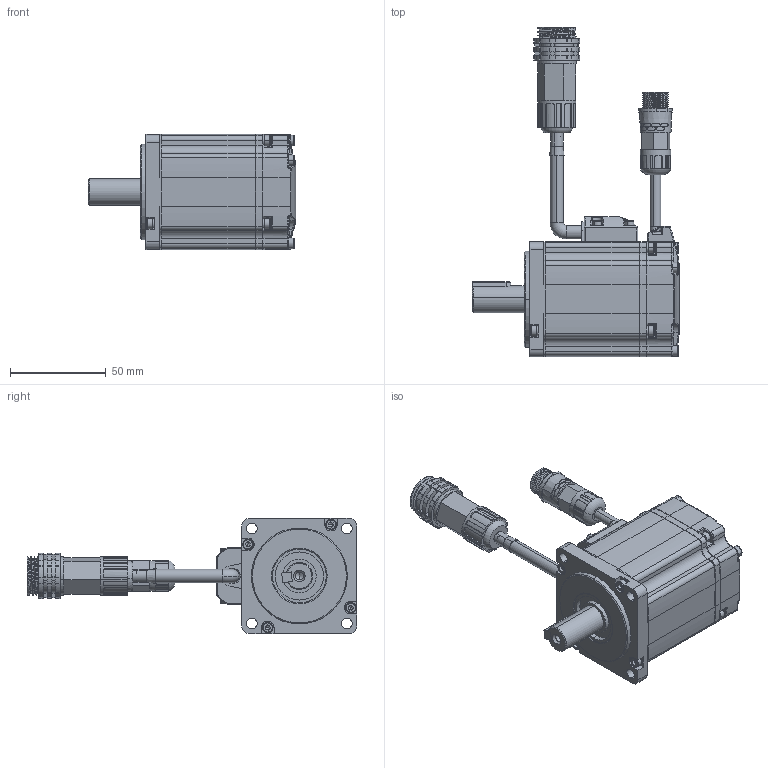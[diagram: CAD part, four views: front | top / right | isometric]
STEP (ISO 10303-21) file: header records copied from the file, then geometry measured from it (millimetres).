
FILE_DESCRIPTION (( 'STEP AP203' ), '1' );
FILE_NAME ('MXL-02A0630LA222.STEP', '2022-08-04T00:59:07', ( '' ), ( '' ), 'SwSTEP 2.0', 'SolidWorks 2018', '' );
FILE_SCHEMA (( 'CONFIG_CONTROL_DESIGN' ));
Length unit declared in the file: millimetre
Products named in the file (1): MXL-02A0630LA222
Bounding box: 108 x 171.99 x 60 mm (x, y, z)
Volume: 290021.1 mm3; surface area: 94868.9 mm2
Topology: 66 solids, 66 shells, 2194 faces, 5262 edges, 3218 vertices
Faces by surface type: plane 886, cylinder 721, cone 211, bspline 189, torus 148, sphere 39
Entity records: 86957 total; most frequent: CARTESIAN_POINT 36578, DIRECTION 10720, ORIENTED_EDGE 10340, EDGE_CURVE 5170, AXIS2_PLACEMENT_3D 4145, VERTEX_POINT 3217, LINE 2430, VECTOR 2430
